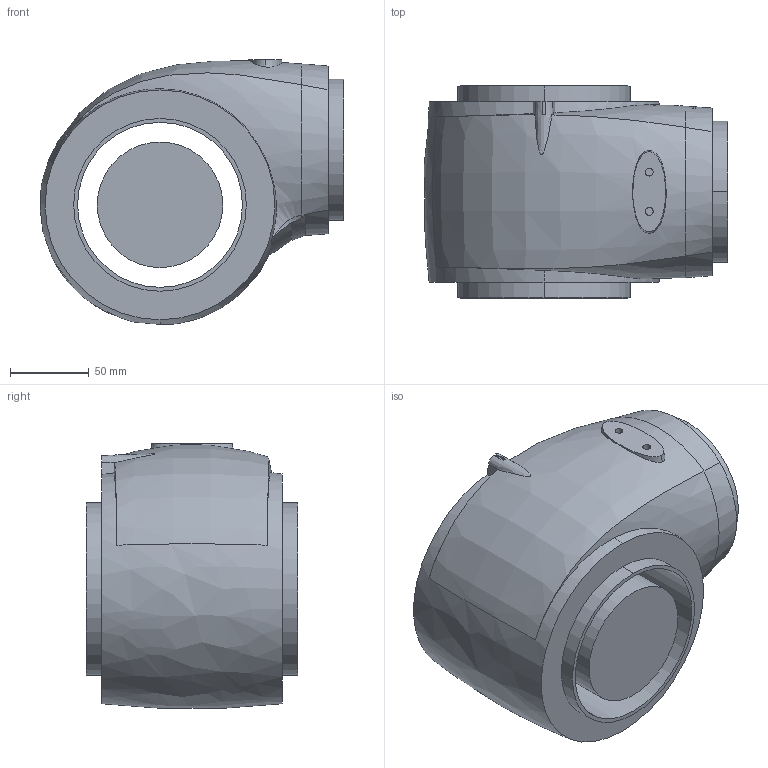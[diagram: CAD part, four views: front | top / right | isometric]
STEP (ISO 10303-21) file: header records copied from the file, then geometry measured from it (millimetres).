
FILE_DESCRIPTION((''),'2;1');
FILE_NAME('GREPC1BDNVPG_6','2022-05-11T18:52:16',('beth0005'),(''),'CREO PARAMETRIC BY PTC INC, 2020454','CREO PARAMETRIC BY PTC INC, 2020454','');
FILE_SCHEMA(('CONFIG_CONTROL_DESIGN'));
Length unit declared in the file: millimetre
Products named in the file (1): GREPC1BDNVPG_6
Bounding box: 193.27 x 135 x 168.63 mm (x, y, z)
Volume: 2304716 mm3; surface area: 195895.8 mm2
Topology: 2 solids, 2 shells, 142 faces, 375 edges, 250 vertices
Faces by surface type: plane 83, bspline 37, cylinder 16, cone 3, extrusion 3
Entity records: 7083 total; most frequent: CARTESIAN_POINT 3879, ORIENTED_EDGE 750, DIRECTION 481, EDGE_CURVE 375, VERTEX_POINT 250, VECTOR 171, LINE 168, EDGE_LOOP 157
